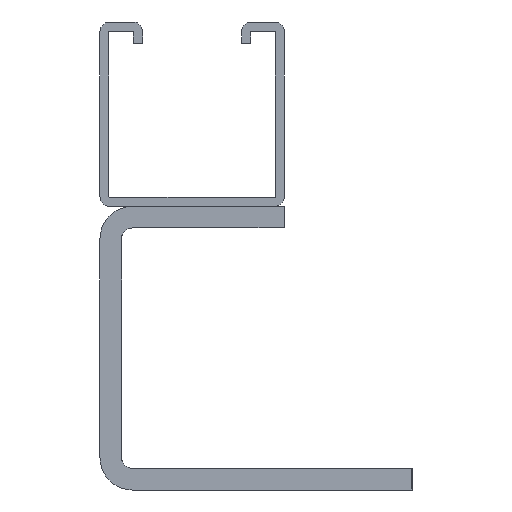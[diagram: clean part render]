
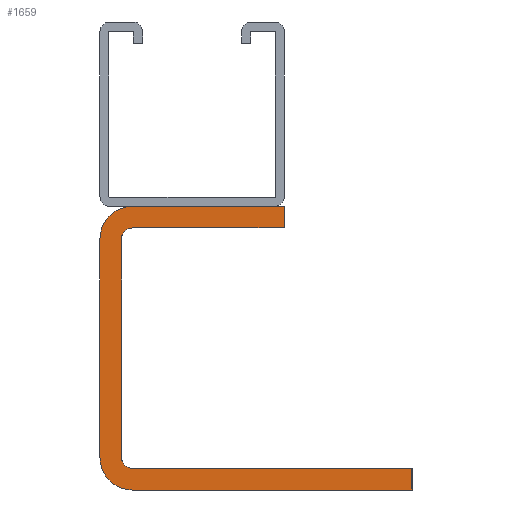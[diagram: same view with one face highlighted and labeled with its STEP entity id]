
A CAD part, front view. The second image highlights one B-rep face of the part: STEP entity #1659.
In plain terms, the highlighted planar face has unit normal (0, -1, 0).
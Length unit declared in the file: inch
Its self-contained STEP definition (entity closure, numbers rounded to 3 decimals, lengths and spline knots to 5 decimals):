
#56 = CARTESIAN_POINT ( 'NONE',  ( -0.4065, 0.125, -1.107 ) ) ;
#84 = ORIENTED_EDGE ( 'NONE', *, *, #737, .F. ) ;
#107 = AXIS2_PLACEMENT_3D ( 'NONE', #2962, #1839, #1349 ) ;
#111 = DIRECTION ( 'NONE',  ( -1., 0., 0. ) ) ;
#188 = CIRCLE ( 'NONE', #2681, 0.143 ) ;
#202 = DIRECTION ( 'NONE',  ( 1., 0., 0. ) ) ;
#231 = VECTOR ( 'NONE', #111, 39.37008 ) ;
#234 = CARTESIAN_POINT ( 'NONE',  ( -0.4065, 0.125, -1.155 ) ) ;
#342 = VERTEX_POINT ( 'NONE', #2212 ) ;
#404 = CARTESIAN_POINT ( 'NONE',  ( -0.2635, 0.125, -1.155 ) ) ;
#412 = ORIENTED_EDGE ( 'NONE', *, *, #2957, .F. ) ;
#421 = DIRECTION ( 'NONE',  ( 0., -1., 0. ) ) ;
#443 = DIRECTION ( 'NONE',  ( 0., 0., 1. ) ) ;
#452 = EDGE_CURVE ( 'NONE', #904, #2445, #2053, .T. ) ;
#460 = EDGE_CURVE ( 'NONE', #1145, #342, #539, .T. ) ;
#480 = ORIENTED_EDGE ( 'NONE', *, *, #460, .F. ) ;
#494 = ORIENTED_EDGE ( 'NONE', *, *, #1153, .F. ) ;
#539 = LINE ( 'NONE', #652, #1406 ) ;
#559 = ORIENTED_EDGE ( 'NONE', *, *, #452, .F. ) ;
#564 = AXIS2_PLACEMENT_3D ( 'NONE', #1588, #1796, #2036 ) ;
#582 = VECTOR ( 'NONE', #2527, 39.37008 ) ;
#631 = CARTESIAN_POINT ( 'NONE',  ( -0.2635, 0.125, -1.107 ) ) ;
#639 = ORIENTED_EDGE ( 'NONE', *, *, #1244, .F. ) ;
#649 = CARTESIAN_POINT ( 'NONE',  ( 0.9685, 0.125, -1.155 ) ) ;
#652 = CARTESIAN_POINT ( 'NONE',  ( -0.4065, 0.125, -0.095 ) ) ;
#660 = VERTEX_POINT ( 'NONE', #1151 ) ;
#663 = EDGE_CURVE ( 'NONE', #3009, #1418, #2224, .T. ) ;
#679 = LINE ( 'NONE', #2873, #2440 ) ;
#690 = DIRECTION ( 'NONE',  ( 0., 0., -1. ) ) ;
#702 = CARTESIAN_POINT ( 'NONE',  ( -0.2635, 0.125, -1.25 ) ) ;
#732 = ORIENTED_EDGE ( 'NONE', *, *, #986, .F. ) ;
#737 = EDGE_CURVE ( 'NONE', #342, #904, #1822, .T. ) ;
#740 = AXIS2_PLACEMENT_3D ( 'NONE', #1382, #421, #202 ) ;
#808 = VECTOR ( 'NONE', #2291, 39.37008 ) ;
#888 = CARTESIAN_POINT ( 'NONE',  ( -0.4065, 0.125, 0. ) ) ;
#904 = VERTEX_POINT ( 'NONE', #2013 ) ;
#944 = VECTOR ( 'NONE', #1066, 39.37008 ) ;
#982 = FACE_OUTER_BOUND ( 'NONE', #1704, .T. ) ;
#986 = EDGE_CURVE ( 'NONE', #2445, #1350, #1861, .T. ) ;
#1057 = VERTEX_POINT ( 'NONE', #649 ) ;
#1066 = DIRECTION ( 'NONE',  ( 0., 0., -1. ) ) ;
#1102 = ORIENTED_EDGE ( 'NONE', *, *, #1767, .F. ) ;
#1145 = VERTEX_POINT ( 'NONE', #2798 ) ;
#1146 = CIRCLE ( 'NONE', #564, 0.143 ) ;
#1151 = CARTESIAN_POINT ( 'NONE',  ( -0.2635, 0.125, 0. ) ) ;
#1153 = EDGE_CURVE ( 'NONE', #1350, #1057, #1230, .T. ) ;
#1188 = ORIENTED_EDGE ( 'NONE', *, *, #663, .F. ) ;
#1209 = DIRECTION ( 'NONE',  ( -1., 0., 0. ) ) ;
#1216 = LINE ( 'NONE', #888, #582 ) ;
#1230 = LINE ( 'NONE', #234, #808 ) ;
#1232 = CARTESIAN_POINT ( 'NONE',  ( -0.4065, 0.125, -1.25 ) ) ;
#1244 = EDGE_CURVE ( 'NONE', #2971, #1489, #1804, .T. ) ;
#1349 = DIRECTION ( 'NONE',  ( -1., 0., 0. ) ) ;
#1350 = VERTEX_POINT ( 'NONE', #404 ) ;
#1382 = CARTESIAN_POINT ( 'NONE',  ( -0.2635, 0.125, -0.143 ) ) ;
#1406 = VECTOR ( 'NONE', #2759, 39.37008 ) ;
#1416 = CARTESIAN_POINT ( 'NONE',  ( 0.4055, 0.125, -1.25 ) ) ;
#1418 = VERTEX_POINT ( 'NONE', #2052 ) ;
#1420 = VERTEX_POINT ( 'NONE', #1786 ) ;
#1425 = EDGE_CURVE ( 'NONE', #1418, #660, #1146, .T. ) ;
#1462 = DIRECTION ( 'NONE',  ( 0., 1., 0. ) ) ;
#1489 = VERTEX_POINT ( 'NONE', #702 ) ;
#1548 = EDGE_CURVE ( 'NONE', #1420, #1145, #1799, .T. ) ;
#1588 = CARTESIAN_POINT ( 'NONE',  ( -0.2635, 0.125, -0.143 ) ) ;
#1606 = DIRECTION ( 'NONE',  ( 0., 1., 0. ) ) ;
#1659 = ADVANCED_FACE ( 'NONE', ( #982 ), #2624, .F. ) ;
#1704 = EDGE_LOOP ( 'NONE', ( #412, #639, #2637, #494, #732, #559, #84, #480, #2118, #1102, #2605, #1188 ) ) ;
#1712 = DIRECTION ( 'NONE',  ( 0., 0., 1. ) ) ;
#1767 = EDGE_CURVE ( 'NONE', #660, #1420, #1216, .T. ) ;
#1786 = CARTESIAN_POINT ( 'NONE',  ( 0.4055, 0.125, 0. ) ) ;
#1796 = DIRECTION ( 'NONE',  ( 0., 1., 0. ) ) ;
#1799 = LINE ( 'NONE', #1416, #2020 ) ;
#1804 = LINE ( 'NONE', #2420, #231 ) ;
#1822 = CIRCLE ( 'NONE', #740, 0.048 ) ;
#1829 = VECTOR ( 'NONE', #443, 39.37008 ) ;
#1839 = DIRECTION ( 'NONE',  ( 0., -1., 0. ) ) ;
#1861 = CIRCLE ( 'NONE', #107, 0.048 ) ;
#2013 = CARTESIAN_POINT ( 'NONE',  ( -0.3115, 0.125, -0.143 ) ) ;
#2020 = VECTOR ( 'NONE', #690, 39.37008 ) ;
#2036 = DIRECTION ( 'NONE',  ( 1., 0., 0. ) ) ;
#2052 = CARTESIAN_POINT ( 'NONE',  ( -0.4065, 0.125, -0.143 ) ) ;
#2053 = LINE ( 'NONE', #2056, #944 ) ;
#2056 = CARTESIAN_POINT ( 'NONE',  ( -0.3115, 0.125, -1.25 ) ) ;
#2118 = ORIENTED_EDGE ( 'NONE', *, *, #1548, .F. ) ;
#2127 = CARTESIAN_POINT ( 'NONE',  ( -0.3115, 0.125, -1.107 ) ) ;
#2210 = AXIS2_PLACEMENT_3D ( 'NONE', #1232, #1462, #1209 ) ;
#2212 = CARTESIAN_POINT ( 'NONE',  ( -0.2635, 0.125, -0.095 ) ) ;
#2224 = LINE ( 'NONE', #2310, #1829 ) ;
#2288 = CARTESIAN_POINT ( 'NONE',  ( 0.9685, 0.125, -1.25 ) ) ;
#2291 = DIRECTION ( 'NONE',  ( 1., 0., 0. ) ) ;
#2310 = CARTESIAN_POINT ( 'NONE',  ( -0.4065, 0.125, -1.25 ) ) ;
#2420 = CARTESIAN_POINT ( 'NONE',  ( -0.321, 0.125, -1.25 ) ) ;
#2440 = VECTOR ( 'NONE', #1712, 39.37008 ) ;
#2445 = VERTEX_POINT ( 'NONE', #2127 ) ;
#2527 = DIRECTION ( 'NONE',  ( 1., 0., 0. ) ) ;
#2605 = ORIENTED_EDGE ( 'NONE', *, *, #1425, .F. ) ;
#2624 = PLANE ( 'NONE',  #2210 ) ;
#2637 = ORIENTED_EDGE ( 'NONE', *, *, #2763, .T. ) ;
#2681 = AXIS2_PLACEMENT_3D ( 'NONE', #631, #1606, #2726 ) ;
#2726 = DIRECTION ( 'NONE',  ( -1., 0., 0. ) ) ;
#2759 = DIRECTION ( 'NONE',  ( -1., 0., 0. ) ) ;
#2763 = EDGE_CURVE ( 'NONE', #2971, #1057, #679, .T. ) ;
#2798 = CARTESIAN_POINT ( 'NONE',  ( 0.4055, 0.125, -0.095 ) ) ;
#2873 = CARTESIAN_POINT ( 'NONE',  ( 0.9685, 0.125, -1.25 ) ) ;
#2957 = EDGE_CURVE ( 'NONE', #1489, #3009, #188, .T. ) ;
#2962 = CARTESIAN_POINT ( 'NONE',  ( -0.2635, 0.125, -1.107 ) ) ;
#2971 = VERTEX_POINT ( 'NONE', #2288 ) ;
#3009 = VERTEX_POINT ( 'NONE', #56 ) ;
